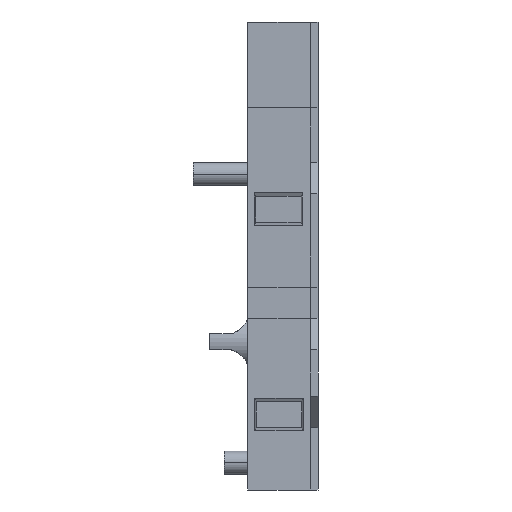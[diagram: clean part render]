
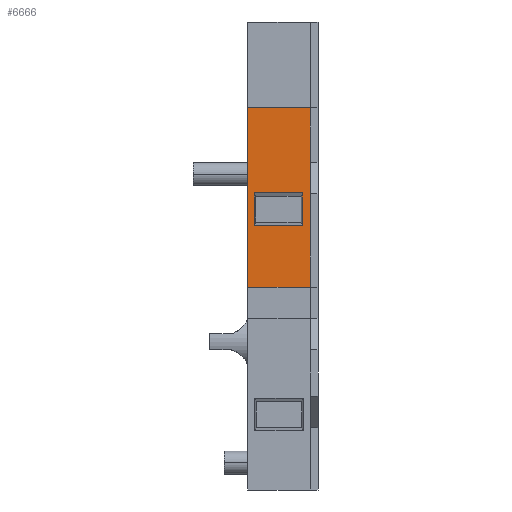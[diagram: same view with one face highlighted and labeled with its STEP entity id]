
A CAD part, front view. The second image highlights one B-rep face of the part: STEP entity #6666.
In plain terms, the highlighted planar face has unit normal (0, -1, 0).
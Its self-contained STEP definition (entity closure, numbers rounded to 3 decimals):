
#515=DIRECTION('',(0.,0.,-1.));
#516=VECTOR('',#515,7.);
#517=CARTESIAN_POINT('',(4.09,-33.,49.007));
#518=LINE('',#517,#516);
#2134=DIRECTION('',(1.,0.,0.));
#2135=VECTOR('',#2134,8.);
#2136=CARTESIAN_POINT('',(-3.91,-33.,49.007));
#2137=LINE('',#2136,#2135);
#2186=DIRECTION('',(1.,0.,0.));
#2187=VECTOR('',#2186,8.);
#2188=CARTESIAN_POINT('',(-3.91,-33.,26.007));
#2189=LINE('',#2188,#2187);
#2193=DIRECTION('',(0.,0.,-1.));
#2194=VECTOR('',#2193,23.);
#2195=CARTESIAN_POINT('',(-3.91,-33.,49.007));
#2196=LINE('',#2195,#2194);
#2207=DIRECTION('',(0.,0.,-1.));
#2208=VECTOR('',#2207,16.);
#2209=CARTESIAN_POINT('',(4.09,-33.,42.007));
#2210=LINE('',#2209,#2208);
#2914=DIRECTION('',(-1.,0.,0.));
#2915=VECTOR('',#2914,6.171);
#2916=CARTESIAN_POINT('',(3.095,-33.,38.09));
#2917=LINE('',#2916,#2915);
#2935=DIRECTION('',(0.,0.,-1.));
#2936=VECTOR('',#2935,4.167);
#2937=CARTESIAN_POINT('',(-3.075,-33.,38.09));
#2938=LINE('',#2937,#2936);
#2949=DIRECTION('',(0.,0.,1.));
#2950=VECTOR('',#2949,4.167);
#2951=CARTESIAN_POINT('',(3.095,-33.,33.924));
#2952=LINE('',#2951,#2950);
#2970=DIRECTION('',(1.,0.,0.));
#2971=VECTOR('',#2970,6.171);
#2972=CARTESIAN_POINT('',(-3.075,-33.,33.924));
#2973=LINE('',#2972,#2971);
#3767=CARTESIAN_POINT('',(4.09,-33.,42.007));
#3768=VERTEX_POINT('',#3767);
#3773=CARTESIAN_POINT('',(4.09,-33.,49.007));
#3774=VERTEX_POINT('',#3773);
#3895=CARTESIAN_POINT('',(-3.91,-33.,26.007));
#3896=CARTESIAN_POINT('',(4.09,-33.,26.007));
#3897=VERTEX_POINT('',#3895);
#3898=VERTEX_POINT('',#3896);
#3899=CARTESIAN_POINT('',(-3.91,-33.,49.007));
#3900=VERTEX_POINT('',#3899);
#3969=CARTESIAN_POINT('',(-3.075,-33.,38.09));
#3970=VERTEX_POINT('',#3969);
#3975=CARTESIAN_POINT('',(3.095,-33.,33.924));
#3976=VERTEX_POINT('',#3975);
#3977=CARTESIAN_POINT('',(3.095,-33.,38.09));
#3978=VERTEX_POINT('',#3977);
#3979=CARTESIAN_POINT('',(-3.075,-33.,33.924));
#3980=VERTEX_POINT('',#3979);
#6642=CARTESIAN_POINT('',(4.09,-33.,26.007));
#6643=DIRECTION('',(0.,-1.,0.));
#6644=DIRECTION('',(1.,0.,0.));
#6645=AXIS2_PLACEMENT_3D('',#6642,#6643,#6644);
#6646=PLANE('',#6645);
#6648=ORIENTED_EDGE('',*,*,#6647,.T.);
#6650=ORIENTED_EDGE('',*,*,#6649,.F.);
#6651=ORIENTED_EDGE('',*,*,#6443,.F.);
#6652=ORIENTED_EDGE('',*,*,#6565,.T.);
#6653=ORIENTED_EDGE('',*,*,#4584,.T.);
#6654=EDGE_LOOP('',(#6648,#6650,#6651,#6652,#6653));
#6655=FACE_OUTER_BOUND('',#6654,.F.);
#6657=ORIENTED_EDGE('',*,*,#6656,.T.);
#6659=ORIENTED_EDGE('',*,*,#6658,.T.);
#6661=ORIENTED_EDGE('',*,*,#6660,.T.);
#6663=ORIENTED_EDGE('',*,*,#6662,.T.);
#6664=EDGE_LOOP('',(#6657,#6659,#6661,#6663));
#6665=FACE_BOUND('',#6664,.F.);
#4584=EDGE_CURVE('',#3774,#3768,#518,.T.);
#6443=EDGE_CURVE('',#3900,#3897,#2196,.T.);
#6565=EDGE_CURVE('',#3900,#3774,#2137,.T.);
#6647=EDGE_CURVE('',#3768,#3898,#2210,.T.);
#6649=EDGE_CURVE('',#3897,#3898,#2189,.T.);
#6656=EDGE_CURVE('',#3978,#3970,#2917,.T.);
#6658=EDGE_CURVE('',#3970,#3980,#2938,.T.);
#6660=EDGE_CURVE('',#3980,#3976,#2973,.T.);
#6662=EDGE_CURVE('',#3976,#3978,#2952,.T.);
#6666=ADVANCED_FACE('',(#6655,#6665),#6646,.T.);
